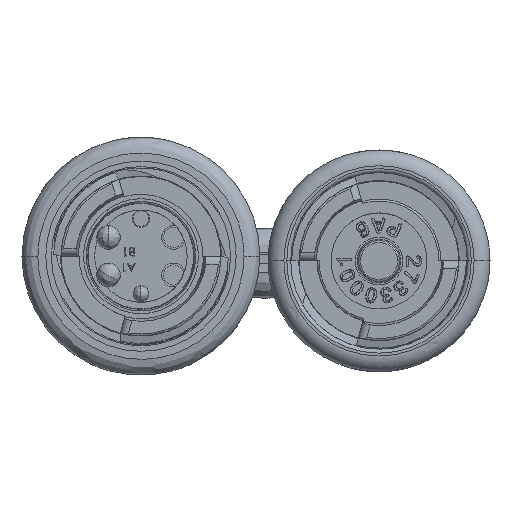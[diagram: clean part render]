
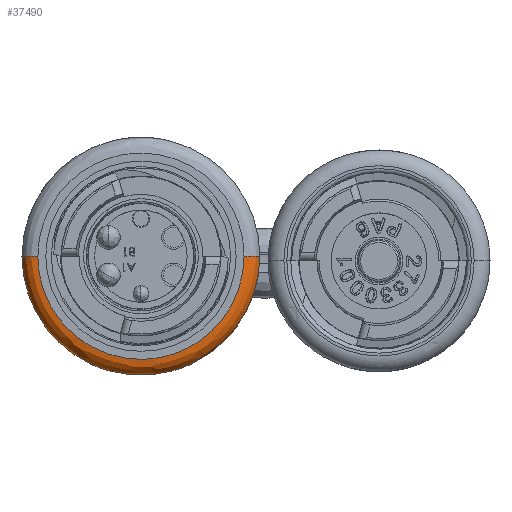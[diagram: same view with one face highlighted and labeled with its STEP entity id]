
A CAD part, top view. The second image highlights one B-rep face of the part: STEP entity #37490.
In plain terms, the highlighted free-form (B-spline) face has degree [3, 3] with [4, 4] control points.
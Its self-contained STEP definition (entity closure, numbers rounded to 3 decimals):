
#29 = VERTEX_POINT ( 'NONE', #83980 ) ;
#1172 = EDGE_CURVE ( 'NONE', #17407, #98954, #74509, .T. ) ;
#4001 = AXIS2_PLACEMENT_3D ( 'NONE', #167941, #155585, #74449 ) ;
#5678 = CARTESIAN_POINT ( 'NONE',  ( 0.981, 0.692, 39.062 ) ) ;
#5889 = CARTESIAN_POINT ( 'NONE',  ( 0.981, -12.308, 41.062 ) ) ;
#7104 = CARTESIAN_POINT ( 'NONE',  ( -14.019, 0.692, 40.234 ) ) ;
#11220 = CARTESIAN_POINT ( 'NONE',  ( 15.152, 0.692, 41.062 ) ) ;
#11804 = CARTESIAN_POINT ( 'NONE',  ( 0.981, -12.308, 41.062 ) ) ;
#17407 = VERTEX_POINT ( 'NONE', #11804 ) ;
#20826 = CARTESIAN_POINT ( 'NONE',  ( 13.981, 0.692, 41.062 ) ) ;
#24465 = CARTESIAN_POINT ( 'NONE',  ( 15.152, -27.651, 41.062 ) ) ;
#25236 = EDGE_CURVE ( 'NONE', #29, #45394, #119619, .T. ) ;
#25323 = CARTESIAN_POINT ( 'NONE',  ( 15.981, -29.308, 39.062 ) ) ;
#27722 = DIRECTION ( 'NONE',  ( 0., 0., -1. ) ) ;
#31414 = EDGE_CURVE ( 'NONE', #98954, #68860, #155837, .T. ) ;
#31928 = EDGE_CURVE ( 'NONE', #68860, #147573, #76995, .T. ) ;
#32986 = ORIENTED_EDGE ( 'NONE', *, *, #31928, .T. ) ;
#33052 = CIRCLE ( 'NONE', #117830, 15. ) ;
#34890 = AXIS2_PLACEMENT_3D ( 'NONE', #42609, #27722, #84042 ) ;
#37012 = CARTESIAN_POINT ( 'NONE',  ( 0.981, 0.692, 39.062 ) ) ;
#37490 = ADVANCED_FACE ( 'NONE', ( #155165 ), #111625, .T. ) ;
#37833 = DIRECTION ( 'NONE',  ( 0., -1., 0. ) ) ;
#39500 = CARTESIAN_POINT ( 'NONE',  ( 0.981, -12.308, 41.062 ) ) ;
#42609 = CARTESIAN_POINT ( 'NONE',  ( 0.981, 0.692, 39.062 ) ) ;
#45031 = CARTESIAN_POINT ( 'NONE',  ( 13.981, 0.692, 39.062 ) ) ;
#45394 = VERTEX_POINT ( 'NONE', #69437 ) ;
#48737 = AXIS2_PLACEMENT_3D ( 'NONE', #169201, #37833, #74864 ) ;
#50397 = ORIENTED_EDGE ( 'NONE', *, *, #64506, .T. ) ;
#50704 = CARTESIAN_POINT ( 'NONE',  ( 0.981, 0.692, 39.062 ) ) ;
#54456 = ORIENTED_EDGE ( 'NONE', *, *, #138401, .T. ) ;
#60230 = DIRECTION ( 'NONE',  ( 0., 1., 0. ) ) ;
#60815 = CARTESIAN_POINT ( 'NONE',  ( -14.019, -29.308, 39.062 ) ) ;
#61129 =( BOUNDED_CURVE ( )  B_SPLINE_CURVE ( 3, ( #20826, #113345, #126610, #5889 ),
 .UNSPECIFIED., .F., .F. ) 
 B_SPLINE_CURVE_WITH_KNOTS ( ( 4, 4 ),
 ( 0.5, 1. ),
 .UNSPECIFIED. ) 
 CURVE ( )  GEOMETRIC_REPRESENTATION_ITEM ( )  RATIONAL_B_SPLINE_CURVE ( ( 1., 0.805, 0.805, 1. ) ) 
 REPRESENTATION_ITEM ( '' )  );
#64506 = EDGE_CURVE ( 'NONE', #29, #17407, #61129, .T. ) ;
#64899 = CARTESIAN_POINT ( 'NONE',  ( 15.981, 0.692, 40.234 ) ) ;
#66369 = ORIENTED_EDGE ( 'NONE', *, *, #25236, .F. ) ;
#67767 = EDGE_CURVE ( 'NONE', #80158, #132294, #147549, .T. ) ;
#68860 = VERTEX_POINT ( 'NONE', #128122 ) ;
#69437 = CARTESIAN_POINT ( 'NONE',  ( 15.981, 0.692, 39.062 ) ) ;
#73890 = CARTESIAN_POINT ( 'NONE',  ( 4.863, -13.797, 39.062 ) ) ;
#74449 = DIRECTION ( 'NONE',  ( 1., 0., 0. ) ) ;
#74509 =( BOUNDED_CURVE ( )  B_SPLINE_CURVE ( 3, ( #39500, #93280, #147102, #112595 ),
 .UNSPECIFIED., .F., .F. ) 
 B_SPLINE_CURVE_WITH_KNOTS ( ( 4, 4 ),
 ( 0., 0.5 ),
 .UNSPECIFIED. ) 
 CURVE ( )  GEOMETRIC_REPRESENTATION_ITEM ( )  RATIONAL_B_SPLINE_CURVE ( ( 1., 0.805, 0.805, 1. ) ) 
 REPRESENTATION_ITEM ( '' )  );
#74665 = EDGE_CURVE ( 'NONE', #80158, #45394, #158763, .T. ) ;
#74864 = DIRECTION ( 'NONE',  ( -1., 0., 0. ) ) ;
#76995 = CIRCLE ( 'NONE', #4001, 15. ) ;
#78132 = CARTESIAN_POINT ( 'NONE',  ( 15.981, -29.308, 40.234 ) ) ;
#78991 = CARTESIAN_POINT ( 'NONE',  ( 15.981, 0.692, 39.062 ) ) ;
#80158 = VERTEX_POINT ( 'NONE', #81951 ) ;
#81951 = CARTESIAN_POINT ( 'NONE',  ( 7.32, -12.903, 39.062 ) ) ;
#82180 = ORIENTED_EDGE ( 'NONE', *, *, #31414, .T. ) ;
#82542 = ORIENTED_EDGE ( 'NONE', *, *, #111058, .F. ) ;
#83805 = DIRECTION ( 'NONE',  ( 1., 0., 0. ) ) ;
#83980 = CARTESIAN_POINT ( 'NONE',  ( 13.981, 0.692, 41.062 ) ) ;
#84042 = DIRECTION ( 'NONE',  ( 0., 1., 0. ) ) ;
#89518 = AXIS2_PLACEMENT_3D ( 'NONE', #37012, #171010, #145460 ) ;
#91387 = CARTESIAN_POINT ( 'NONE',  ( -14.019, -29.308, 40.234 ) ) ;
#92247 = CARTESIAN_POINT ( 'NONE',  ( 13.981, -25.308, 41.062 ) ) ;
#93280 = CARTESIAN_POINT ( 'NONE',  ( -6.635, -12.308, 41.062 ) ) ;
#97963 = CIRCLE ( 'NONE', #89518, 15. ) ;
#98954 = VERTEX_POINT ( 'NONE', #105415 ) ;
#105415 = CARTESIAN_POINT ( 'NONE',  ( -12.019, 0.692, 41.062 ) ) ;
#105487 = CARTESIAN_POINT ( 'NONE',  ( -2.902, -13.797, 39.062 ) ) ;
#110922 = ORIENTED_EDGE ( 'NONE', *, *, #74665, .T. ) ;
#111012 = ORIENTED_EDGE ( 'NONE', *, *, #67767, .F. ) ;
#111058 = EDGE_CURVE ( 'NONE', #161482, #147573, #33052, .T. ) ;
#111625 =( BOUNDED_SURFACE ( )  B_SPLINE_SURFACE ( 3, 3, ( 
 ( #128732, #174227, #92247, #169221 ),
 ( #168370, #159200, #24465, #11220 ),
 ( #7104, #91387, #78132, #64899 ),
 ( #118714, #60815, #25323, #78991 ) ),
 .UNSPECIFIED., .F., .F., .F. ) 
 B_SPLINE_SURFACE_WITH_KNOTS ( ( 4, 4 ),
 ( 4, 4 ),
 ( 0., 1. ),
 ( 0., 1. ),
 .UNSPECIFIED. ) 
 GEOMETRIC_REPRESENTATION_ITEM ( )  RATIONAL_B_SPLINE_SURFACE ( (
 ( 1., 0.333, 0.333, 1.),
 ( 0.805, 0.268, 0.268, 0.805),
 ( 0.805, 0.268, 0.268, 0.805),
 ( 1., 0.333, 0.333, 1.) ) ) 
 REPRESENTATION_ITEM ( '' )  SURFACE ( )  );
#112595 = CARTESIAN_POINT ( 'NONE',  ( -12.019, 0.692, 41.062 ) ) ;
#113345 = CARTESIAN_POINT ( 'NONE',  ( 13.981, -6.923, 41.062 ) ) ;
#116812 = AXIS2_PLACEMENT_3D ( 'NONE', #45031, #141033, #83805 ) ;
#117830 = AXIS2_PLACEMENT_3D ( 'NONE', #5678, #128149, #60230 ) ;
#118714 = CARTESIAN_POINT ( 'NONE',  ( -14.019, 0.692, 39.062 ) ) ;
#119443 = DIRECTION ( 'NONE',  ( 0., 0., 1. ) ) ;
#119619 = CIRCLE ( 'NONE', #116812, 2. ) ;
#120391 = CARTESIAN_POINT ( 'NONE',  ( -5.359, -12.903, 39.062 ) ) ;
#122835 = ORIENTED_EDGE ( 'NONE', *, *, #1172, .T. ) ;
#126610 = CARTESIAN_POINT ( 'NONE',  ( 8.596, -12.308, 41.062 ) ) ;
#128122 = CARTESIAN_POINT ( 'NONE',  ( -14.019, 0.692, 39.062 ) ) ;
#128149 = DIRECTION ( 'NONE',  ( 0., 0., -1. ) ) ;
#128732 = CARTESIAN_POINT ( 'NONE',  ( -12.019, 0.692, 41.062 ) ) ;
#132294 = VERTEX_POINT ( 'NONE', #73890 ) ;
#138401 = EDGE_CURVE ( 'NONE', #161482, #132294, #97963, .T. ) ;
#141033 = DIRECTION ( 'NONE',  ( 0., 1., 0. ) ) ;
#145460 = DIRECTION ( 'NONE',  ( 1., 0., 0. ) ) ;
#147102 = CARTESIAN_POINT ( 'NONE',  ( -12.019, -6.923, 41.062 ) ) ;
#147549 = CIRCLE ( 'NONE', #34890, 15. ) ;
#147573 = VERTEX_POINT ( 'NONE', #120391 ) ;
#155165 = FACE_OUTER_BOUND ( 'NONE', #169778, .T. ) ;
#155585 = DIRECTION ( 'NONE',  ( 0., 0., 1. ) ) ;
#155837 = CIRCLE ( 'NONE', #48737, 2. ) ;
#156056 = AXIS2_PLACEMENT_3D ( 'NONE', #50704, #119443, #158200 ) ;
#158200 = DIRECTION ( 'NONE',  ( 1., 0., 0. ) ) ;
#158763 = CIRCLE ( 'NONE', #156056, 15. ) ;
#159200 = CARTESIAN_POINT ( 'NONE',  ( -13.191, -27.651, 41.062 ) ) ;
#161482 = VERTEX_POINT ( 'NONE', #105487 ) ;
#167941 = CARTESIAN_POINT ( 'NONE',  ( 0.981, 0.692, 39.062 ) ) ;
#168370 = CARTESIAN_POINT ( 'NONE',  ( -13.191, 0.692, 41.062 ) ) ;
#169201 = CARTESIAN_POINT ( 'NONE',  ( -12.019, 0.692, 39.062 ) ) ;
#169221 = CARTESIAN_POINT ( 'NONE',  ( 13.981, 0.692, 41.062 ) ) ;
#169778 = EDGE_LOOP ( 'NONE', ( #122835, #82180, #32986, #82542, #54456, #111012, #110922, #66369, #50397 ) ) ;
#171010 = DIRECTION ( 'NONE',  ( 0., 0., 1. ) ) ;
#174227 = CARTESIAN_POINT ( 'NONE',  ( -12.019, -25.308, 41.062 ) ) ;
